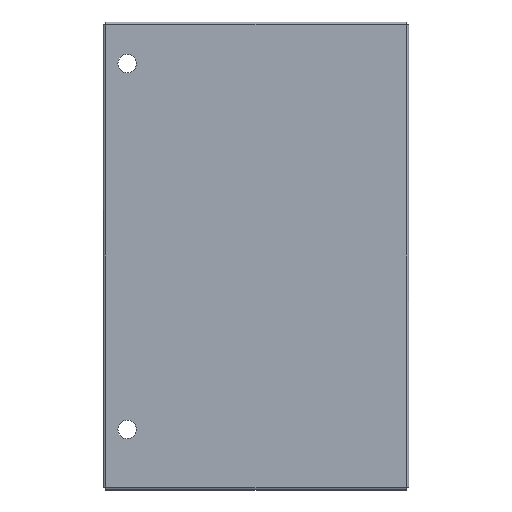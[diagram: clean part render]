
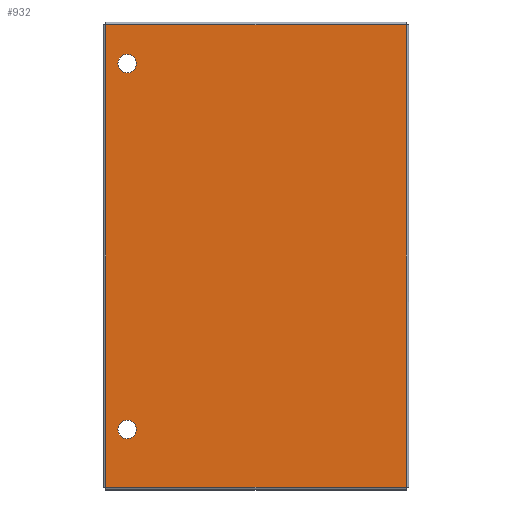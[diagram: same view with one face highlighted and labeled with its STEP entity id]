
A CAD part, front view. The second image highlights one B-rep face of the part: STEP entity #932.
In plain terms, the highlighted planar face has unit normal (0, -1, 0).
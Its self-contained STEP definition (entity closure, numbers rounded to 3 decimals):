
#3 = DIRECTION ( 'NONE',  ( 0., 0., 1. ) ) ;
#17 = FACE_BOUND ( 'NONE', #1113, .T. ) ;
#26 = FACE_BOUND ( 'NONE', #766, .T. ) ;
#35 = VERTEX_POINT ( 'NONE', #546 ) ;
#44 = CARTESIAN_POINT ( 'NONE',  ( 0., -2.3, 0. ) ) ;
#77 = DIRECTION ( 'NONE',  ( 0., 0., 1. ) ) ;
#90 = AXIS2_PLACEMENT_3D ( 'NONE', #803, #1386, #1268 ) ;
#93 = DIRECTION ( 'NONE',  ( -1., 0., 0. ) ) ;
#105 = DIRECTION ( 'NONE',  ( 0., -1., 0. ) ) ;
#133 = CARTESIAN_POINT ( 'NONE',  ( 179.175, -2.3, -275.95 ) ) ;
#134 = LINE ( 'NONE', #1069, #1310 ) ;
#206 = CARTESIAN_POINT ( 'NONE',  ( -179.175, -2.3, -275.95 ) ) ;
#217 = EDGE_CURVE ( 'NONE', #373, #972, #849, .T. ) ;
#244 = DIRECTION ( 'NONE',  ( 0., -1., 0. ) ) ;
#260 = EDGE_CURVE ( 'NONE', #285, #518, #1094, .T. ) ;
#261 = ORIENTED_EDGE ( 'NONE', *, *, #690, .F. ) ;
#263 = DIRECTION ( 'NONE',  ( 0., 0., 1. ) ) ;
#285 = VERTEX_POINT ( 'NONE', #461 ) ;
#307 = EDGE_CURVE ( 'NONE', #972, #35, #787, .T. ) ;
#334 = CARTESIAN_POINT ( 'NONE',  ( -179.175, -2.3, 275.95 ) ) ;
#337 = CARTESIAN_POINT ( 'NONE',  ( -153.73, -2.3, 229.413 ) ) ;
#365 = ORIENTED_EDGE ( 'NONE', *, *, #1004, .F. ) ;
#372 = EDGE_CURVE ( 'NONE', #1450, #1469, #1241, .T. ) ;
#373 = VERTEX_POINT ( 'NONE', #1001 ) ;
#385 = FACE_OUTER_BOUND ( 'NONE', #976, .T. ) ;
#401 = DIRECTION ( 'NONE',  ( 0., 0., -1. ) ) ;
#426 = DIRECTION ( 'NONE',  ( 0., 0., 1. ) ) ;
#461 = CARTESIAN_POINT ( 'NONE',  ( -153.73, -2.3, 240.413 ) ) ;
#514 = CARTESIAN_POINT ( 'NONE',  ( 179.175, -2.3, -275.95 ) ) ;
#518 = VERTEX_POINT ( 'NONE', #631 ) ;
#546 = CARTESIAN_POINT ( 'NONE',  ( -179.175, -2.3, -275.95 ) ) ;
#594 = EDGE_CURVE ( 'NONE', #35, #868, #134, .T. ) ;
#630 = PLANE ( 'NONE',  #1340 ) ;
#631 = CARTESIAN_POINT ( 'NONE',  ( -153.73, -2.3, 218.413 ) ) ;
#636 = VECTOR ( 'NONE', #401, 1000. ) ;
#690 = EDGE_CURVE ( 'NONE', #1469, #1450, #1188, .T. ) ;
#723 = DIRECTION ( 'NONE',  ( 0., 1., 0. ) ) ;
#748 = CARTESIAN_POINT ( 'NONE',  ( -153.73, -2.3, -217.736 ) ) ;
#749 = ORIENTED_EDGE ( 'NONE', *, *, #260, .F. ) ;
#766 = EDGE_LOOP ( 'NONE', ( #852, #261 ) ) ;
#773 = LINE ( 'NONE', #334, #1494 ) ;
#779 = VECTOR ( 'NONE', #93, 1000. ) ;
#787 = LINE ( 'NONE', #206, #779 ) ;
#803 = CARTESIAN_POINT ( 'NONE',  ( -153.73, -2.3, 229.413 ) ) ;
#849 = LINE ( 'NONE', #514, #636 ) ;
#852 = ORIENTED_EDGE ( 'NONE', *, *, #372, .F. ) ;
#861 = DIRECTION ( 'NONE',  ( 0., 0., 1. ) ) ;
#868 = VERTEX_POINT ( 'NONE', #987 ) ;
#876 = ORIENTED_EDGE ( 'NONE', *, *, #594, .F. ) ;
#893 = AXIS2_PLACEMENT_3D ( 'NONE', #1234, #1484, #426 ) ;
#927 = CARTESIAN_POINT ( 'NONE',  ( -153.73, -2.3, -206.736 ) ) ;
#932 = ADVANCED_FACE ( 'NONE', ( #26, #17, #385 ), #630, .F. ) ;
#972 = VERTEX_POINT ( 'NONE', #133 ) ;
#976 = EDGE_LOOP ( 'NONE', ( #1189, #365, #876, #1420 ) ) ;
#987 = CARTESIAN_POINT ( 'NONE',  ( -179.175, -2.3, 275.95 ) ) ;
#1001 = CARTESIAN_POINT ( 'NONE',  ( 179.175, -2.3, 275.95 ) ) ;
#1004 = EDGE_CURVE ( 'NONE', #868, #373, #773, .T. ) ;
#1046 = AXIS2_PLACEMENT_3D ( 'NONE', #337, #105, #3 ) ;
#1069 = CARTESIAN_POINT ( 'NONE',  ( -179.175, -2.3, -275.95 ) ) ;
#1084 = CARTESIAN_POINT ( 'NONE',  ( -153.73, -2.3, -195.736 ) ) ;
#1094 = CIRCLE ( 'NONE', #90, 11. ) ;
#1103 = ORIENTED_EDGE ( 'NONE', *, *, #1266, .F. ) ;
#1113 = EDGE_LOOP ( 'NONE', ( #749, #1103 ) ) ;
#1188 = CIRCLE ( 'NONE', #893, 11. ) ;
#1189 = ORIENTED_EDGE ( 'NONE', *, *, #217, .F. ) ;
#1226 = DIRECTION ( 'NONE',  ( 1., 0., 0. ) ) ;
#1234 = CARTESIAN_POINT ( 'NONE',  ( -153.73, -2.3, -206.736 ) ) ;
#1241 = CIRCLE ( 'NONE', #1437, 11. ) ;
#1265 = CIRCLE ( 'NONE', #1046, 11. ) ;
#1266 = EDGE_CURVE ( 'NONE', #518, #285, #1265, .T. ) ;
#1268 = DIRECTION ( 'NONE',  ( 0., 0., 1. ) ) ;
#1310 = VECTOR ( 'NONE', #263, 1000. ) ;
#1340 = AXIS2_PLACEMENT_3D ( 'NONE', #44, #723, #861 ) ;
#1386 = DIRECTION ( 'NONE',  ( 0., -1., 0. ) ) ;
#1420 = ORIENTED_EDGE ( 'NONE', *, *, #307, .F. ) ;
#1437 = AXIS2_PLACEMENT_3D ( 'NONE', #927, #244, #77 ) ;
#1450 = VERTEX_POINT ( 'NONE', #1084 ) ;
#1469 = VERTEX_POINT ( 'NONE', #748 ) ;
#1484 = DIRECTION ( 'NONE',  ( 0., -1., 0. ) ) ;
#1494 = VECTOR ( 'NONE', #1226, 1000. ) ;
